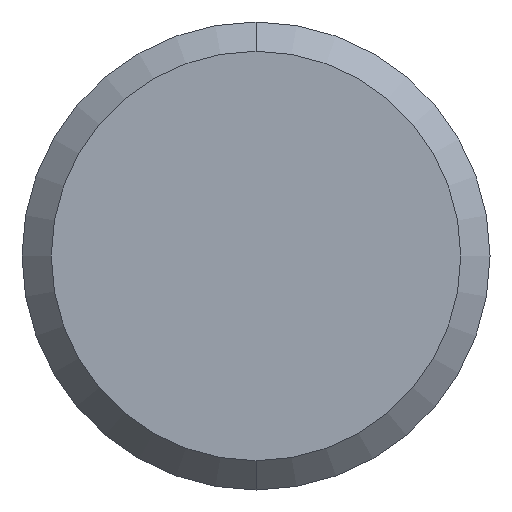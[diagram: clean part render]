
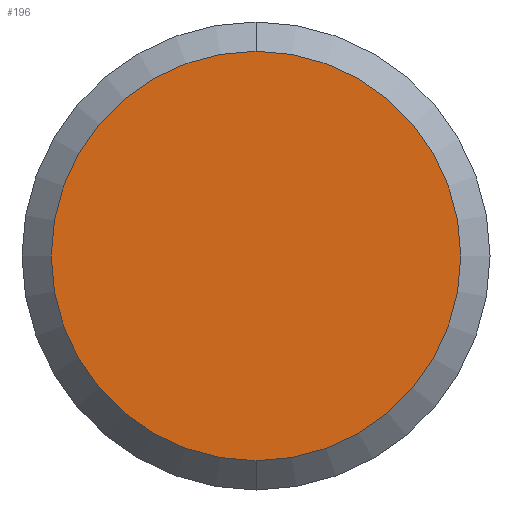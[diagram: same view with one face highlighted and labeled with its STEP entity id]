
A CAD part, front view. The second image highlights one B-rep face of the part: STEP entity #196.
In plain terms, the highlighted planar face has unit normal (0, -1, 0).
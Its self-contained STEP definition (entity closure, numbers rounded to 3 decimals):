
#3 = AXIS2_PLACEMENT_3D ( 'NONE', #234, #191, #112 ) ;
#10 = AXIS2_PLACEMENT_3D ( 'NONE', #14, #82, #166 ) ;
#11 = ORIENTED_EDGE ( 'NONE', *, *, #89, .T. ) ;
#14 = CARTESIAN_POINT ( 'NONE',  ( 0., 0., 0. ) ) ;
#15 = ORIENTED_EDGE ( 'NONE', *, *, #32, .T. ) ;
#22 = CIRCLE ( 'NONE', #10, 3.5 ) ;
#32 = EDGE_CURVE ( 'NONE', #104, #227, #22, .T. ) ;
#61 = EDGE_LOOP ( 'NONE', ( #11, #15 ) ) ;
#82 = DIRECTION ( 'NONE',  ( 0., -1., 0. ) ) ;
#88 = CIRCLE ( 'NONE', #263, 3.5 ) ;
#89 = EDGE_CURVE ( 'NONE', #227, #104, #88, .T. ) ;
#104 = VERTEX_POINT ( 'NONE', #171 ) ;
#112 = DIRECTION ( 'NONE',  ( 0., 0., 1. ) ) ;
#139 = DIRECTION ( 'NONE',  ( 0., 0., 1. ) ) ;
#166 = DIRECTION ( 'NONE',  ( 0., 0., 1. ) ) ;
#171 = CARTESIAN_POINT ( 'NONE',  ( 0., 0., -3.5 ) ) ;
#190 = CARTESIAN_POINT ( 'NONE',  ( 0., 0., 3.5 ) ) ;
#191 = DIRECTION ( 'NONE',  ( 0., 1., 0. ) ) ;
#195 = DIRECTION ( 'NONE',  ( 0., -1., 0. ) ) ;
#196 = ADVANCED_FACE ( 'NONE', ( #213 ), #209, .F. ) ;
#209 = PLANE ( 'NONE',  #3 ) ;
#213 = FACE_OUTER_BOUND ( 'NONE', #61, .T. ) ;
#227 = VERTEX_POINT ( 'NONE', #190 ) ;
#230 = CARTESIAN_POINT ( 'NONE',  ( 0., 0., 0. ) ) ;
#234 = CARTESIAN_POINT ( 'NONE',  ( 0., 0., 0. ) ) ;
#263 = AXIS2_PLACEMENT_3D ( 'NONE', #230, #195, #139 ) ;
